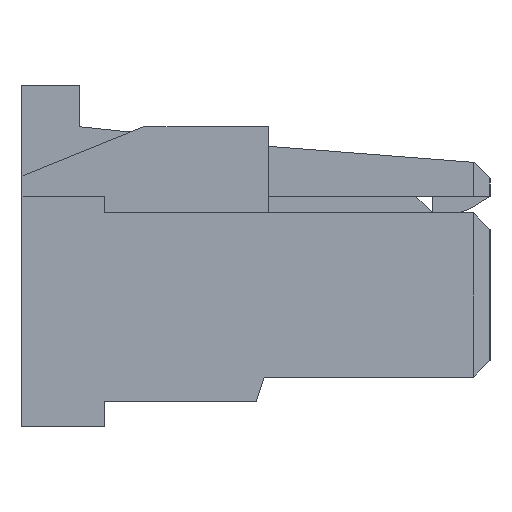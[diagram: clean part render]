
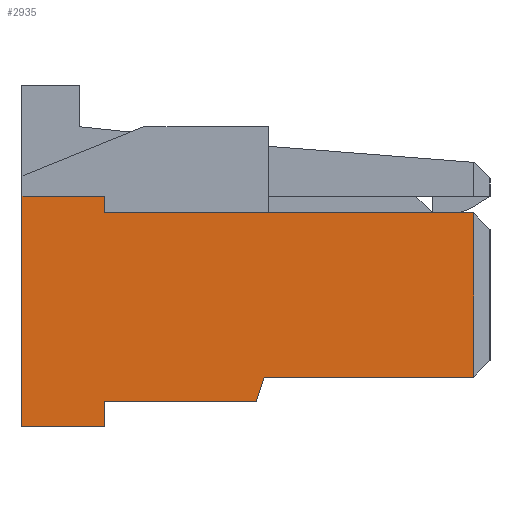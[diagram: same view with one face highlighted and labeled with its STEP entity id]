
A CAD part, left-side view. The second image highlights one B-rep face of the part: STEP entity #2935.
In plain terms, the highlighted planar face has unit normal (-1, 0, 0).
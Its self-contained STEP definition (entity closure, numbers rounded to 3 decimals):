
#58 = ORIENTED_EDGE ( 'NONE', *, *, #16428, .T. ) ;
#83 = EDGE_LOOP ( 'NONE', ( #58, #17841, #16263, #17680, #11963, #3284, #11899, #12983, #1846, #9859 ) ) ;
#378 = PLANE ( 'NONE',  #11184 ) ;
#588 = VECTOR ( 'NONE', #9391, 1000. ) ;
#1037 = CARTESIAN_POINT ( 'NONE',  ( -5.575, 4.7, -2.075 ) ) ;
#1223 = EDGE_CURVE ( 'NONE', #3147, #7988, #5104, .T. ) ;
#1289 = CARTESIAN_POINT ( 'NONE',  ( -5.575, 0.2, -1.475 ) ) ;
#1319 = EDGE_CURVE ( 'NONE', #12906, #7221, #6647, .T. ) ;
#1711 = EDGE_CURVE ( 'NONE', #10725, #7988, #15101, .T. ) ;
#1846 = ORIENTED_EDGE ( 'NONE', *, *, #15425, .F. ) ;
#1911 = CARTESIAN_POINT ( 'NONE',  ( -5.575, 0., -2.075 ) ) ;
#2479 = VECTOR ( 'NONE', #10532, 1000. ) ;
#2753 = VECTOR ( 'NONE', #13504, 1000. ) ;
#2807 = CARTESIAN_POINT ( 'NONE',  ( -5.575, 5.7, -2.075 ) ) ;
#2863 = VECTOR ( 'NONE', #12056, 1000. ) ;
#2935 = ADVANCED_FACE ( 'NONE', ( #4623 ), #378, .T. ) ;
#2952 = VECTOR ( 'NONE', #4911, 1000. ) ;
#3147 = VERTEX_POINT ( 'NONE', #2807 ) ;
#3284 = ORIENTED_EDGE ( 'NONE', *, *, #1319, .T. ) ;
#3325 = EDGE_CURVE ( 'NONE', #5796, #4044, #17331, .T. ) ;
#3382 = DIRECTION ( 'NONE',  ( 0., 1., 0. ) ) ;
#3434 = CARTESIAN_POINT ( 'NONE',  ( -5.575, 2.85, -1.775 ) ) ;
#3576 = LINE ( 'NONE', #12956, #9268 ) ;
#3718 = VECTOR ( 'NONE', #13567, 1000. ) ;
#4044 = VERTEX_POINT ( 'NONE', #15748 ) ;
#4239 = DIRECTION ( 'NONE',  ( 0., 1., 0. ) ) ;
#4623 = FACE_OUTER_BOUND ( 'NONE', #83, .T. ) ;
#4911 = DIRECTION ( 'NONE',  ( 0., -0.316, 0.949 ) ) ;
#4951 = CARTESIAN_POINT ( 'NONE',  ( -5.575, 0.2, 0.525 ) ) ;
#5011 = CARTESIAN_POINT ( 'NONE',  ( -5.575, 4.7, 0.725 ) ) ;
#5104 = LINE ( 'NONE', #16043, #2479 ) ;
#5295 = EDGE_CURVE ( 'NONE', #10725, #11875, #10152, .T. ) ;
#5796 = VERTEX_POINT ( 'NONE', #16353 ) ;
#5899 = DIRECTION ( 'NONE',  ( -1., 0., 0. ) ) ;
#5953 = EDGE_CURVE ( 'NONE', #12906, #3147, #11105, .T. ) ;
#6462 = VERTEX_POINT ( 'NONE', #12876 ) ;
#6510 = LINE ( 'NONE', #17524, #588 ) ;
#6546 = CARTESIAN_POINT ( 'NONE',  ( -5.575, 2.85, -1.775 ) ) ;
#6647 = LINE ( 'NONE', #1037, #2753 ) ;
#7221 = VERTEX_POINT ( 'NONE', #10769 ) ;
#7762 = VECTOR ( 'NONE', #15980, 1000. ) ;
#7988 = VERTEX_POINT ( 'NONE', #13675 ) ;
#8661 = VERTEX_POINT ( 'NONE', #3434 ) ;
#9268 = VECTOR ( 'NONE', #3382, 1000. ) ;
#9334 = CARTESIAN_POINT ( 'NONE',  ( -5.575, 4.7, 0.725 ) ) ;
#9391 = DIRECTION ( 'NONE',  ( 0., 1., 0. ) ) ;
#9859 = ORIENTED_EDGE ( 'NONE', *, *, #3325, .F. ) ;
#10152 = LINE ( 'NONE', #15665, #10613 ) ;
#10532 = DIRECTION ( 'NONE',  ( 0., 0., 1. ) ) ;
#10613 = VECTOR ( 'NONE', #13133, 1000. ) ;
#10643 = EDGE_CURVE ( 'NONE', #8661, #6462, #16034, .T. ) ;
#10725 = VERTEX_POINT ( 'NONE', #5011 ) ;
#10769 = CARTESIAN_POINT ( 'NONE',  ( -5.575, 4.7, -1.775 ) ) ;
#11105 = LINE ( 'NONE', #16619, #17278 ) ;
#11184 = AXIS2_PLACEMENT_3D ( 'NONE', #1911, #5899, #16917 ) ;
#11875 = VERTEX_POINT ( 'NONE', #13076 ) ;
#11899 = ORIENTED_EDGE ( 'NONE', *, *, #17347, .F. ) ;
#11963 = ORIENTED_EDGE ( 'NONE', *, *, #5953, .F. ) ;
#12056 = DIRECTION ( 'NONE',  ( 0., 1., 0. ) ) ;
#12876 = CARTESIAN_POINT ( 'NONE',  ( -5.575, 2.75, -1.475 ) ) ;
#12906 = VERTEX_POINT ( 'NONE', #16700 ) ;
#12956 = CARTESIAN_POINT ( 'NONE',  ( -5.575, 0.2, 0.525 ) ) ;
#12983 = ORIENTED_EDGE ( 'NONE', *, *, #10643, .T. ) ;
#13076 = CARTESIAN_POINT ( 'NONE',  ( -5.575, 4.7, 0.525 ) ) ;
#13133 = DIRECTION ( 'NONE',  ( 0., 0., -1. ) ) ;
#13504 = DIRECTION ( 'NONE',  ( 0., 0., 1. ) ) ;
#13567 = DIRECTION ( 'NONE',  ( 0., 1., 0. ) ) ;
#13675 = CARTESIAN_POINT ( 'NONE',  ( -5.575, 5.7, 0.725 ) ) ;
#15101 = LINE ( 'NONE', #9334, #3718 ) ;
#15425 = EDGE_CURVE ( 'NONE', #4044, #6462, #16385, .T. ) ;
#15665 = CARTESIAN_POINT ( 'NONE',  ( -5.575, 4.7, 0.725 ) ) ;
#15748 = CARTESIAN_POINT ( 'NONE',  ( -5.575, 0.2, -1.475 ) ) ;
#15980 = DIRECTION ( 'NONE',  ( 0., 0., -1. ) ) ;
#16034 = LINE ( 'NONE', #6546, #2952 ) ;
#16043 = CARTESIAN_POINT ( 'NONE',  ( -5.575, 5.7, -2.075 ) ) ;
#16263 = ORIENTED_EDGE ( 'NONE', *, *, #1711, .T. ) ;
#16353 = CARTESIAN_POINT ( 'NONE',  ( -5.575, 0.2, 0.525 ) ) ;
#16385 = LINE ( 'NONE', #1289, #2863 ) ;
#16428 = EDGE_CURVE ( 'NONE', #5796, #11875, #3576, .T. ) ;
#16619 = CARTESIAN_POINT ( 'NONE',  ( -5.575, 4.7, -2.075 ) ) ;
#16700 = CARTESIAN_POINT ( 'NONE',  ( -5.575, 4.7, -2.075 ) ) ;
#16917 = DIRECTION ( 'NONE',  ( 0., 0., 1. ) ) ;
#17278 = VECTOR ( 'NONE', #4239, 1000. ) ;
#17331 = LINE ( 'NONE', #4951, #7762 ) ;
#17347 = EDGE_CURVE ( 'NONE', #8661, #7221, #6510, .T. ) ;
#17524 = CARTESIAN_POINT ( 'NONE',  ( -5.575, 2.85, -1.775 ) ) ;
#17680 = ORIENTED_EDGE ( 'NONE', *, *, #1223, .F. ) ;
#17841 = ORIENTED_EDGE ( 'NONE', *, *, #5295, .F. ) ;
